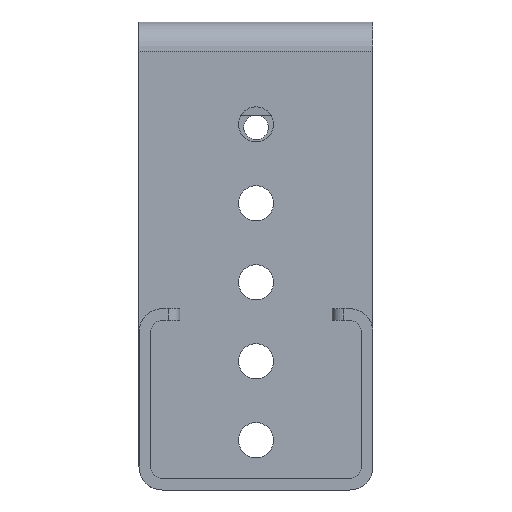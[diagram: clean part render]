
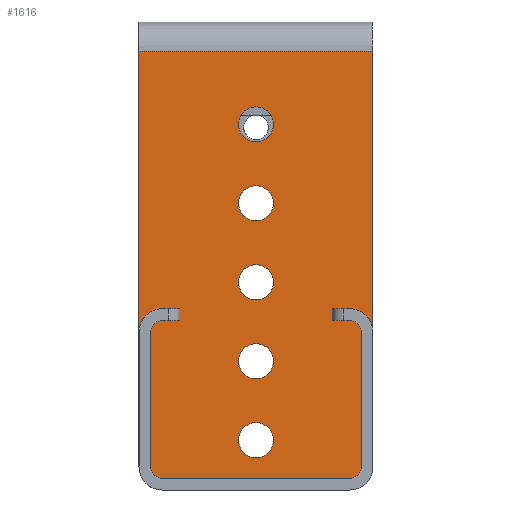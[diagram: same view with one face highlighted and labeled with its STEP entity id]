
A CAD part, front view. The second image highlights one B-rep face of the part: STEP entity #1616.
In plain terms, the highlighted planar face has unit normal (0, -1, 0).
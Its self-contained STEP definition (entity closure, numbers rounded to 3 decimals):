
#20=FACE_BOUND('',#225,.T.);
#21=FACE_BOUND('',#226,.T.);
#22=FACE_BOUND('',#227,.T.);
#23=FACE_BOUND('',#228,.T.);
#24=FACE_BOUND('',#229,.T.);
#72=PLANE('',#1790);
#142=FACE_OUTER_BOUND('',#224,.T.);
#224=EDGE_LOOP('',(#1281,#1282,#1283,#1284,#1285,#1286));
#225=EDGE_LOOP('',(#1287));
#226=EDGE_LOOP('',(#1288));
#227=EDGE_LOOP('',(#1289));
#228=EDGE_LOOP('',(#1290));
#229=EDGE_LOOP('',(#1291));
#367=LINE('',#2660,#496);
#369=LINE('',#2666,#498);
#370=LINE('',#2670,#499);
#371=LINE('',#2671,#500);
#496=VECTOR('',#2151,1.);
#498=VECTOR('',#2157,1.);
#499=VECTOR('',#2160,1.);
#500=VECTOR('',#2161,1.);
#598=CIRCLE('',#1728,3.);
#600=CIRCLE('',#1731,3.);
#602=CIRCLE('',#1734,3.);
#604=CIRCLE('',#1737,3.);
#606=CIRCLE('',#1740,3.);
#633=CIRCLE('',#1786,4.);
#636=CIRCLE('',#1791,4.);
#698=VERTEX_POINT('',#2452);
#700=VERTEX_POINT('',#2458);
#702=VERTEX_POINT('',#2464);
#704=VERTEX_POINT('',#2470);
#706=VERTEX_POINT('',#2476);
#759=VERTEX_POINT('',#2650);
#760=VERTEX_POINT('',#2652);
#762=VERTEX_POINT('',#2659);
#764=VERTEX_POINT('',#2665);
#765=VERTEX_POINT('',#2667);
#766=VERTEX_POINT('',#2669);
#873=EDGE_CURVE('',#698,#698,#598,.T.);
#876=EDGE_CURVE('',#700,#700,#600,.T.);
#879=EDGE_CURVE('',#702,#702,#602,.T.);
#882=EDGE_CURVE('',#704,#704,#604,.T.);
#885=EDGE_CURVE('',#706,#706,#606,.T.);
#959=EDGE_CURVE('',#760,#759,#633,.T.);
#963=EDGE_CURVE('',#762,#760,#367,.T.);
#966=EDGE_CURVE('',#764,#759,#369,.T.);
#967=EDGE_CURVE('',#764,#765,#636,.T.);
#968=EDGE_CURVE('',#765,#766,#370,.T.);
#969=EDGE_CURVE('',#762,#766,#371,.T.);
#1281=ORIENTED_EDGE('',*,*,#959,.T.);
#1282=ORIENTED_EDGE('',*,*,#966,.F.);
#1283=ORIENTED_EDGE('',*,*,#967,.T.);
#1284=ORIENTED_EDGE('',*,*,#968,.T.);
#1285=ORIENTED_EDGE('',*,*,#969,.F.);
#1286=ORIENTED_EDGE('',*,*,#963,.T.);
#1287=ORIENTED_EDGE('',*,*,#885,.T.);
#1288=ORIENTED_EDGE('',*,*,#882,.T.);
#1289=ORIENTED_EDGE('',*,*,#879,.T.);
#1290=ORIENTED_EDGE('',*,*,#876,.T.);
#1291=ORIENTED_EDGE('',*,*,#873,.T.);
#1616=ADVANCED_FACE('',(#142,#20,#21,#22,#23,#24),#72,.T.);
#1728=AXIS2_PLACEMENT_3D('',#2454,#1984,#1985);
#1731=AXIS2_PLACEMENT_3D('',#2460,#1991,#1992);
#1734=AXIS2_PLACEMENT_3D('',#2466,#1998,#1999);
#1737=AXIS2_PLACEMENT_3D('',#2472,#2005,#2006);
#1740=AXIS2_PLACEMENT_3D('',#2478,#2012,#2013);
#1786=AXIS2_PLACEMENT_3D('',#2653,#2143,#2144);
#1790=AXIS2_PLACEMENT_3D('',#2664,#2155,#2156);
#1791=AXIS2_PLACEMENT_3D('',#2668,#2158,#2159);
#1984=DIRECTION('center_axis',(0.,1.,0.));
#1985=DIRECTION('ref_axis',(1.,0.,0.));
#1991=DIRECTION('center_axis',(0.,1.,0.));
#1992=DIRECTION('ref_axis',(1.,0.,0.));
#1998=DIRECTION('center_axis',(0.,1.,0.));
#1999=DIRECTION('ref_axis',(1.,0.,0.));
#2005=DIRECTION('center_axis',(0.,1.,0.));
#2006=DIRECTION('ref_axis',(1.,0.,0.));
#2012=DIRECTION('center_axis',(0.,1.,0.));
#2013=DIRECTION('ref_axis',(1.,0.,0.));
#2143=DIRECTION('center_axis',(0.,-1.,0.));
#2144=DIRECTION('ref_axis',(-1.,0.,0.));
#2151=DIRECTION('',(0.,0.,-1.));
#2155=DIRECTION('center_axis',(0.,-1.,0.));
#2156=DIRECTION('ref_axis',(0.,0.,-1.));
#2157=DIRECTION('',(-1.,0.,0.));
#2158=DIRECTION('center_axis',(0.,-1.,0.));
#2159=DIRECTION('ref_axis',(1.,0.,0.));
#2160=DIRECTION('',(0.,0.,1.));
#2161=DIRECTION('',(1.,0.,0.));
#2452=CARTESIAN_POINT('',(-3.,-20.37,-54.5));
#2454=CARTESIAN_POINT('Origin',(0.,-20.37,-54.5));
#2458=CARTESIAN_POINT('',(-3.,-20.37,-41.));
#2460=CARTESIAN_POINT('Origin',(0.,-20.37,-41.));
#2464=CARTESIAN_POINT('',(-3.,-20.37,-27.5));
#2466=CARTESIAN_POINT('Origin',(0.,-20.37,-27.5));
#2470=CARTESIAN_POINT('',(-3.,-20.37,-14.));
#2472=CARTESIAN_POINT('Origin',(0.,-20.37,-14.));
#2476=CARTESIAN_POINT('',(-3.,-20.37,-0.5));
#2478=CARTESIAN_POINT('Origin',(0.,-20.37,-0.5));
#2650=CARTESIAN_POINT('',(-19.464,-20.37,-61.));
#2652=CARTESIAN_POINT('',(-20.,-20.37,-59.));
#2653=CARTESIAN_POINT('Origin',(-16.,-20.37,-59.));
#2659=CARTESIAN_POINT('',(-20.,-20.37,12.));
#2660=CARTESIAN_POINT('',(-20.,-20.37,12.));
#2664=CARTESIAN_POINT('Origin',(-20.,-20.37,-25.5));
#2665=CARTESIAN_POINT('',(19.464,-20.37,-61.));
#2666=CARTESIAN_POINT('',(-10.,-20.37,-61.));
#2667=CARTESIAN_POINT('',(20.,-20.37,-59.));
#2668=CARTESIAN_POINT('Origin',(16.,-20.37,-59.));
#2669=CARTESIAN_POINT('',(20.,-20.37,12.));
#2670=CARTESIAN_POINT('',(20.,-20.37,12.));
#2671=CARTESIAN_POINT('',(-20.,-20.37,12.));
